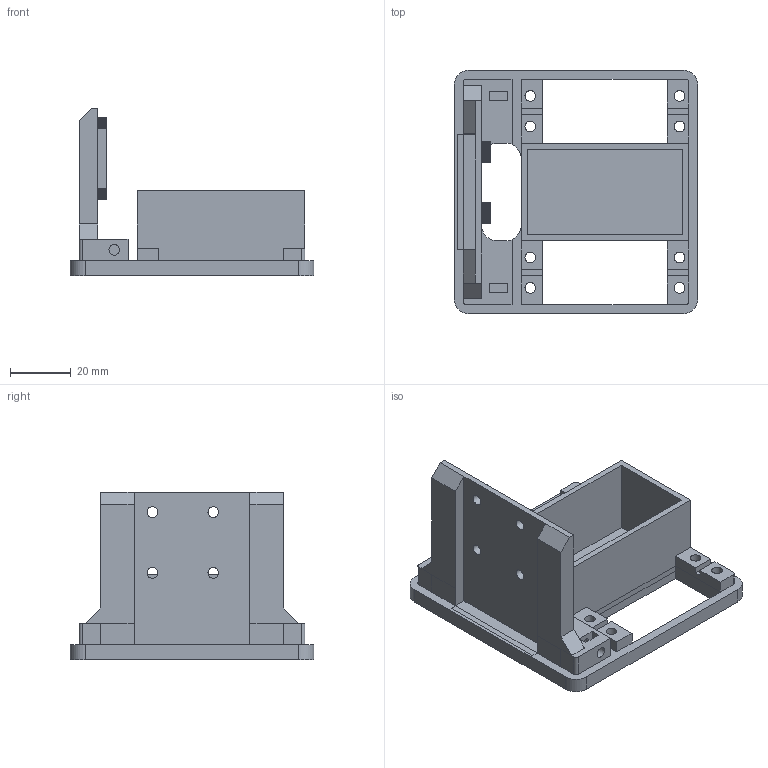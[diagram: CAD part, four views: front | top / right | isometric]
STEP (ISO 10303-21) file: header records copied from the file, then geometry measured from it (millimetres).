
FILE_DESCRIPTION(('FreeCAD Model'),'2;1');
FILE_NAME('chassis.step', '2015-04-17T14:30:40',('Author'),(''), 'Open CASCADE STEP processor 6.8','FreeCAD','Unknown');
FILE_SCHEMA(('AUTOMOTIVE_DESIGN_CC2 { 1 2 10303 214 -1 1 5 4 }'));
Length unit declared in the file: millimetre
Products named in the file (1): Chamfer004
Bounding box: 80 x 80 x 55 mm (x, y, z)
Volume: 41655 mm3; surface area: 29523.2 mm2
Topology: 1 solids, 1 shells, 367 faces, 1042 edges, 680 vertices
Faces by surface type: plane 331, cylinder 36
Full cylindrical faces by diameter (mm): 3.5 x16, 6 x8
Entity records: 24859 total; most frequent: CARTESIAN_POINT 5016, DIRECTION 3298, LINE 2360, VECTOR 2360, ORIENTED_EDGE 2084, PCURVE 2084, DEFINITIONAL_REPRESENTATION 2084, EDGE_CURVE 1042
